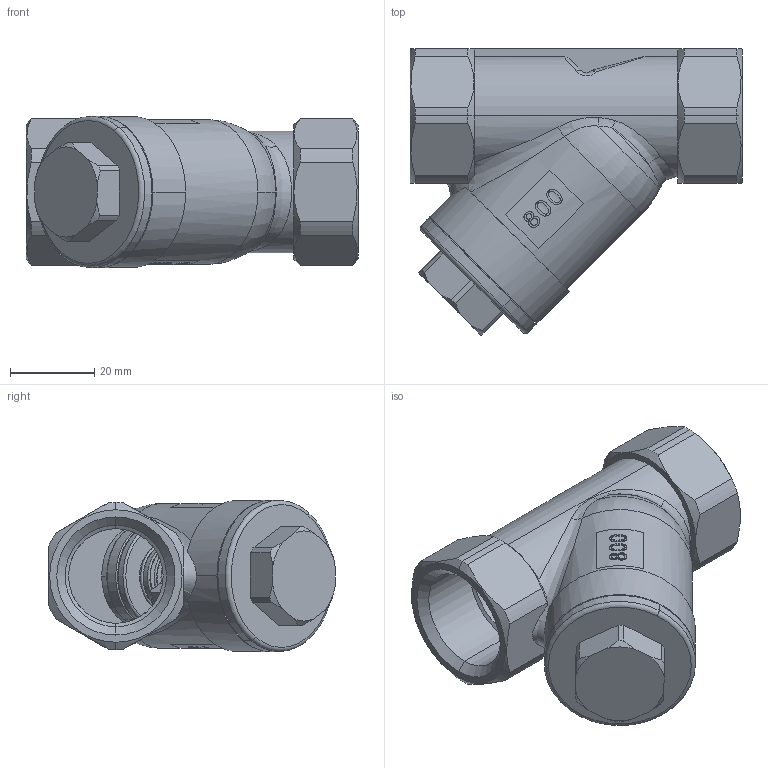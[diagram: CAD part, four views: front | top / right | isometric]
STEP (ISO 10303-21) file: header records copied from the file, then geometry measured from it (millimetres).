
FILE_DESCRIPTION (( 'STEP AP214' ), '1' );
FILE_NAME ('602 DN20.STEP', '2018-02-27T07:03:50', ( '' ), ( '' ), 'SwSTEP 2.0', 'SolidWorks 2015', '' );
FILE_SCHEMA (( 'AUTOMOTIVE_DESIGN' ));
Length unit declared in the file: millimetre
Products named in the file (8): ENG-024044___; cross recessed ctsk head screws type b gb_GB_CROSS_SCREWS_TYPE136 M3X4-C; ENG-024039___; ENG-024038___; ENG-024037___; ENG-024036___; ENG-024035___; 602 DN20
Assembly tree (7 placements, depth 2):
  602 DN20
    ENG-024035___
    ENG-024036___
    ENG-024037___
    ENG-024038___
    ENG-024039___
    cross recessed ctsk head screws type b gb_GB_CROSS_SCREWS_TYPE136 M3X4-C
    ENG-024044___
Bounding box: 79 x 68.22 x 36 mm (x, y, z)
Volume: 49312.7 mm3; surface area: 31329.3 mm2
Topology: 7 solids, 7 shells, 415 faces, 1062 edges, 684 vertices
Faces by surface type: plane 119, bspline 117, cylinder 106, cone 50, torus 21, sphere 2
Entity records: 32238 total; most frequent: CARTESIAN_POINT 22666, ORIENTED_EDGE 2116, DIRECTION 1564, EDGE_CURVE 1058, VERTEX_POINT 684, AXIS2_PLACEMENT_3D 627, EDGE_LOOP 456, ADVANCED_FACE 415
